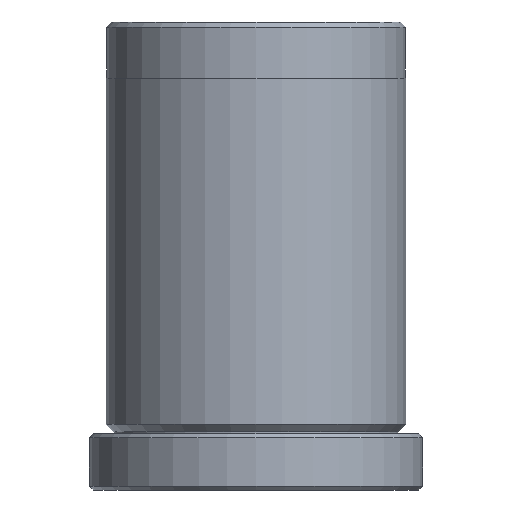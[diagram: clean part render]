
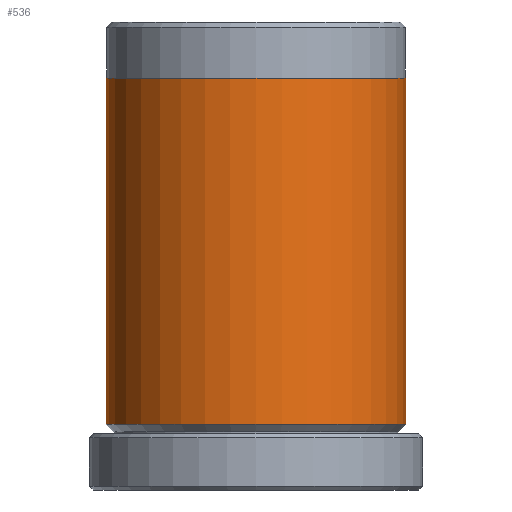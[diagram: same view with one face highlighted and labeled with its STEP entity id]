
A CAD part, front view. The second image highlights one B-rep face of the part: STEP entity #536.
In plain terms, the highlighted cylindrical face has radius 8 mm (diameter 16 mm), a partial arc.
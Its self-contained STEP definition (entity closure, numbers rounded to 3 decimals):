
#169 = CARTESIAN_POINT ( 'NONE',  ( 0., 0., 22. ) ) ;
#233 = EDGE_CURVE ( 'NONE', #1811, #866, #1345, .T. ) ;
#254 = CARTESIAN_POINT ( 'NONE',  ( 0., 0., 25. ) ) ;
#389 = DIRECTION ( 'NONE',  ( -1., 0., 0. ) ) ;
#453 = EDGE_LOOP ( 'NONE', ( #1325, #1976, #1411, #1670 ) ) ;
#525 = VERTEX_POINT ( 'NONE', #1777 ) ;
#536 = ADVANCED_FACE ( 'NONE', ( #1360 ), #1465, .T. ) ;
#685 = CIRCLE ( 'NONE', #2041, 8. ) ;
#686 = CARTESIAN_POINT ( 'NONE',  ( 0., 0., 3.5 ) ) ;
#866 = VERTEX_POINT ( 'NONE', #1919 ) ;
#1007 = LINE ( 'NONE', #1855, #1039 ) ;
#1039 = VECTOR ( 'NONE', #1689, 1000. ) ;
#1136 = DIRECTION ( 'NONE',  ( -1., 0., 0. ) ) ;
#1170 = DIRECTION ( 'NONE',  ( 0., 0., -1. ) ) ;
#1247 = EDGE_CURVE ( 'NONE', #1811, #1416, #2176, .T. ) ;
#1285 = DIRECTION ( 'NONE',  ( 0., 0., 1. ) ) ;
#1312 = VECTOR ( 'NONE', #1563, 1000. ) ;
#1325 = ORIENTED_EDGE ( 'NONE', *, *, #1412, .F. ) ;
#1345 = LINE ( 'NONE', #1552, #1312 ) ;
#1360 = FACE_OUTER_BOUND ( 'NONE', #453, .T. ) ;
#1411 = ORIENTED_EDGE ( 'NONE', *, *, #233, .T. ) ;
#1412 = EDGE_CURVE ( 'NONE', #1416, #525, #1007, .T. ) ;
#1416 = VERTEX_POINT ( 'NONE', #1864 ) ;
#1465 = CYLINDRICAL_SURFACE ( 'NONE', #2145, 8. ) ;
#1552 = CARTESIAN_POINT ( 'NONE',  ( -8., 0., 25. ) ) ;
#1563 = DIRECTION ( 'NONE',  ( 0., 0., -1. ) ) ;
#1670 = ORIENTED_EDGE ( 'NONE', *, *, #1952, .F. ) ;
#1689 = DIRECTION ( 'NONE',  ( 0., 0., -1. ) ) ;
#1772 = AXIS2_PLACEMENT_3D ( 'NONE', #169, #1285, #1795 ) ;
#1777 = CARTESIAN_POINT ( 'NONE',  ( 8., 0., 3.5 ) ) ;
#1795 = DIRECTION ( 'NONE',  ( 1., 0., 0. ) ) ;
#1811 = VERTEX_POINT ( 'NONE', #1866 ) ;
#1855 = CARTESIAN_POINT ( 'NONE',  ( 8., 0., 25. ) ) ;
#1864 = CARTESIAN_POINT ( 'NONE',  ( 8., 0., 22. ) ) ;
#1866 = CARTESIAN_POINT ( 'NONE',  ( -8., 0., 22. ) ) ;
#1919 = CARTESIAN_POINT ( 'NONE',  ( -8., 0., 3.5 ) ) ;
#1926 = DIRECTION ( 'NONE',  ( 0., 0., -1. ) ) ;
#1952 = EDGE_CURVE ( 'NONE', #525, #866, #685, .T. ) ;
#1976 = ORIENTED_EDGE ( 'NONE', *, *, #1247, .F. ) ;
#2041 = AXIS2_PLACEMENT_3D ( 'NONE', #686, #1170, #1136 ) ;
#2145 = AXIS2_PLACEMENT_3D ( 'NONE', #254, #1926, #389 ) ;
#2176 = CIRCLE ( 'NONE', #1772, 8. ) ;
